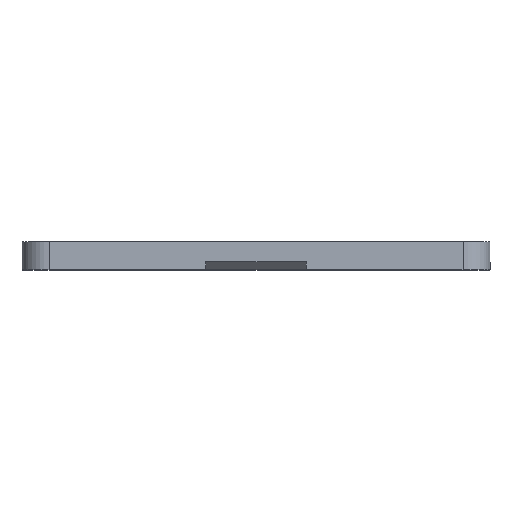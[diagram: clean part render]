
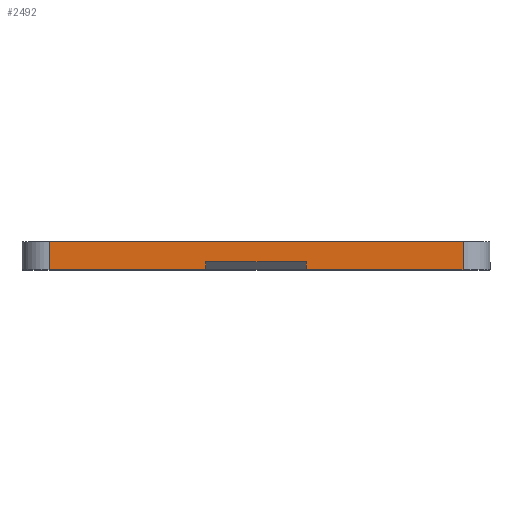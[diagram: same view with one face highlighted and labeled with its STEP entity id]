
A CAD part, top view. The second image highlights one B-rep face of the part: STEP entity #2492.
In plain terms, the highlighted planar face has unit normal (0, 0, 1).
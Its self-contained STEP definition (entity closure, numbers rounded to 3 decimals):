
#28 = CARTESIAN_POINT ( 'NONE',  ( -52.325, -7.1, 59.15 ) ) ;
#165 = VECTOR ( 'NONE', #3336, 1000. ) ;
#309 = LINE ( 'NONE', #6101, #4863 ) ;
#481 = VERTEX_POINT ( 'NONE', #10340 ) ;
#495 = LINE ( 'NONE', #12547, #165 ) ;
#516 = LINE ( 'NONE', #9884, #8119 ) ;
#580 = DIRECTION ( 'NONE',  ( -1., 0., 0. ) ) ;
#1207 = VECTOR ( 'NONE', #8303, 1000. ) ;
#1831 = CARTESIAN_POINT ( 'NONE',  ( -12.7, -7.1, 59.15 ) ) ;
#1974 = ORIENTED_EDGE ( 'NONE', *, *, #4384, .T. ) ;
#1992 = VERTEX_POINT ( 'NONE', #8722 ) ;
#2037 = FACE_OUTER_BOUND ( 'NONE', #7723, .T. ) ;
#2305 = VERTEX_POINT ( 'NONE', #3980 ) ;
#2406 = ORIENTED_EDGE ( 'NONE', *, *, #6439, .F. ) ;
#2408 = EDGE_CURVE ( 'NONE', #1992, #2305, #8981, .T. ) ;
#2492 = ADVANCED_FACE ( 'NONE', ( #2037 ), #4760, .F. ) ;
#2826 = DIRECTION ( 'NONE',  ( -1., 0., 0. ) ) ;
#3271 = AXIS2_PLACEMENT_3D ( 'NONE', #11898, #11949, #580 ) ;
#3327 = LINE ( 'NONE', #10069, #11084 ) ;
#3336 = DIRECTION ( 'NONE',  ( 1., 0., 0. ) ) ;
#3592 = CARTESIAN_POINT ( 'NONE',  ( -12.7, -5.1, 59.15 ) ) ;
#3965 = DIRECTION ( 'NONE',  ( -1., 0., 0. ) ) ;
#3980 = CARTESIAN_POINT ( 'NONE',  ( 12.7, -7.1, 59.15 ) ) ;
#4117 = ORIENTED_EDGE ( 'NONE', *, *, #12311, .T. ) ;
#4384 = EDGE_CURVE ( 'NONE', #1992, #7603, #516, .T. ) ;
#4414 = VERTEX_POINT ( 'NONE', #3592 ) ;
#4745 = DIRECTION ( 'NONE',  ( 0., 1., 0. ) ) ;
#4760 = PLANE ( 'NONE',  #3271 ) ;
#4863 = VECTOR ( 'NONE', #2826, 1000. ) ;
#5730 = VECTOR ( 'NONE', #3965, 1000. ) ;
#5823 = CARTESIAN_POINT ( 'NONE',  ( -52.325, 0., 59.15 ) ) ;
#5841 = CARTESIAN_POINT ( 'NONE',  ( -52.325, -7.1, 59.15 ) ) ;
#6101 = CARTESIAN_POINT ( 'NONE',  ( -130.271, 0., 59.15 ) ) ;
#6244 = CARTESIAN_POINT ( 'NONE',  ( -130.271, -7.1, 59.15 ) ) ;
#6439 = EDGE_CURVE ( 'NONE', #2305, #481, #9857, .T. ) ;
#6476 = VERTEX_POINT ( 'NONE', #5823 ) ;
#6958 = CARTESIAN_POINT ( 'NONE',  ( 52.325, 0., 59.15 ) ) ;
#7562 = ORIENTED_EDGE ( 'NONE', *, *, #2408, .F. ) ;
#7566 = EDGE_CURVE ( 'NONE', #8688, #4414, #3327, .T. ) ;
#7603 = VERTEX_POINT ( 'NONE', #6958 ) ;
#7723 = EDGE_LOOP ( 'NONE', ( #13076, #8424, #9685, #2406, #7562, #1974, #4117, #7873 ) ) ;
#7873 = ORIENTED_EDGE ( 'NONE', *, *, #10626, .F. ) ;
#8119 = VECTOR ( 'NONE', #4745, 1000. ) ;
#8303 = DIRECTION ( 'NONE',  ( -1., 0., 0. ) ) ;
#8418 = VECTOR ( 'NONE', #13026, 1000. ) ;
#8424 = ORIENTED_EDGE ( 'NONE', *, *, #7566, .T. ) ;
#8580 = LINE ( 'NONE', #5841, #8418 ) ;
#8688 = VERTEX_POINT ( 'NONE', #1831 ) ;
#8722 = CARTESIAN_POINT ( 'NONE',  ( 52.325, -7.1, 59.15 ) ) ;
#8981 = LINE ( 'NONE', #6244, #1207 ) ;
#9118 = LINE ( 'NONE', #12252, #5730 ) ;
#9532 = VECTOR ( 'NONE', #12966, 1000. ) ;
#9685 = ORIENTED_EDGE ( 'NONE', *, *, #11616, .T. ) ;
#9739 = EDGE_CURVE ( 'NONE', #8688, #10849, #9118, .T. ) ;
#9857 = LINE ( 'NONE', #10938, #9532 ) ;
#9884 = CARTESIAN_POINT ( 'NONE',  ( 52.325, -7.1, 59.15 ) ) ;
#10069 = CARTESIAN_POINT ( 'NONE',  ( -12.7, -7.1, 59.15 ) ) ;
#10340 = CARTESIAN_POINT ( 'NONE',  ( 12.7, -5.1, 59.15 ) ) ;
#10626 = EDGE_CURVE ( 'NONE', #10849, #6476, #8580, .T. ) ;
#10849 = VERTEX_POINT ( 'NONE', #28 ) ;
#10938 = CARTESIAN_POINT ( 'NONE',  ( 12.7, -7.1, 59.15 ) ) ;
#11004 = DIRECTION ( 'NONE',  ( 0., 1., 0. ) ) ;
#11084 = VECTOR ( 'NONE', #11004, 1000. ) ;
#11616 = EDGE_CURVE ( 'NONE', #4414, #481, #495, .T. ) ;
#11898 = CARTESIAN_POINT ( 'NONE',  ( -130.271, -7.1, 59.15 ) ) ;
#11949 = DIRECTION ( 'NONE',  ( 0., 0., -1. ) ) ;
#12252 = CARTESIAN_POINT ( 'NONE',  ( -130.271, -7.1, 59.15 ) ) ;
#12311 = EDGE_CURVE ( 'NONE', #7603, #6476, #309, .T. ) ;
#12547 = CARTESIAN_POINT ( 'NONE',  ( -12.7, -5.1, 59.15 ) ) ;
#12966 = DIRECTION ( 'NONE',  ( 0., 1., 0. ) ) ;
#13026 = DIRECTION ( 'NONE',  ( 0., 1., 0. ) ) ;
#13076 = ORIENTED_EDGE ( 'NONE', *, *, #9739, .F. ) ;
